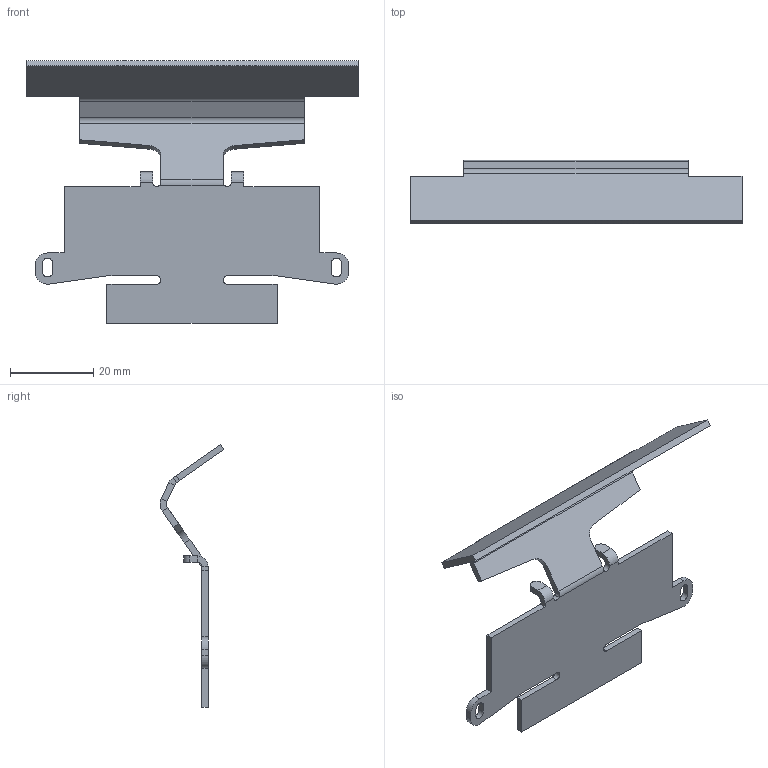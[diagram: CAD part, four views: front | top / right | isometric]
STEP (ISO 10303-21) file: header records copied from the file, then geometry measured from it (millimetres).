
FILE_DESCRIPTION (( 'STEP AP214' ), '1' );
FILE_NAME ('Blech.STEP', '2013-03-08T13:34:51', ( '' ), ( '' ), 'SwSTEP 2.0', 'SolidWorks 2013', '' );
FILE_SCHEMA (( 'AUTOMOTIVE_DESIGN' ));
Length unit declared in the file: millimetre
Products named in the file (1): Blech
Bounding box: 80 x 15.35 x 63.36 mm (x, y, z)
Volume: 5827.4 mm3; surface area: 8546.9 mm2
Topology: 1 solids, 1 shells, 98 faces, 248 edges, 152 vertices
Faces by surface type: plane 66, cylinder 30, bspline 2
Entity records: 2954 total; most frequent: CARTESIAN_POINT 541, ORIENTED_EDGE 496, DIRECTION 494, EDGE_CURVE 248, VECTOR 180, LINE 180, AXIS2_PLACEMENT_3D 157, VERTEX_POINT 152
